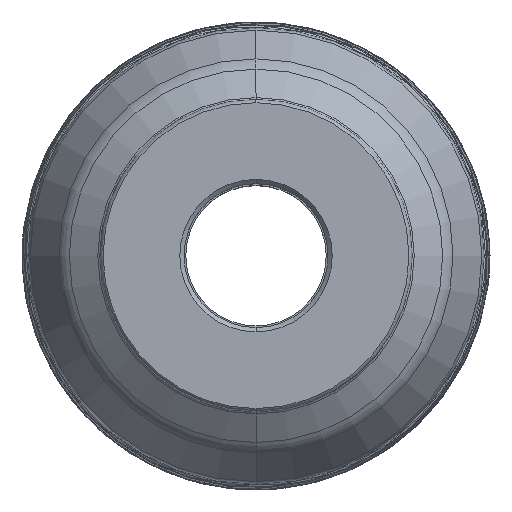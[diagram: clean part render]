
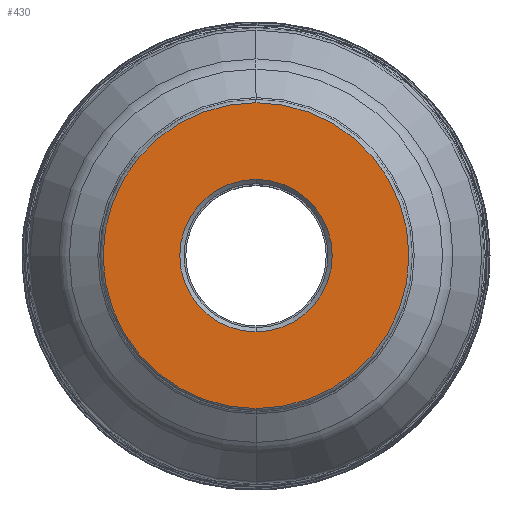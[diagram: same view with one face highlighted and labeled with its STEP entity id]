
A CAD part, top view. The second image highlights one B-rep face of the part: STEP entity #430.
In plain terms, the highlighted planar face has unit normal (0, 0, 1).
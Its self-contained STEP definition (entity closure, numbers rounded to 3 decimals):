
#152=PLANE('',#4010);
#162=FACE_BOUND('',#860,.T.);
#163=FACE_BOUND('',#861,.T.);
#430=ADVANCED_FACE('',(#162,#163),#152,.T.);
#860=EDGE_LOOP('',(#1628,#1629,#1630,#1631));
#861=EDGE_LOOP('',(#1632,#1633));
#1628=ORIENTED_EDGE('',*,*,#2456,.T.);
#1629=ORIENTED_EDGE('',*,*,#2457,.T.);
#1630=ORIENTED_EDGE('',*,*,#2458,.F.);
#1631=ORIENTED_EDGE('',*,*,#2459,.F.);
#1632=ORIENTED_EDGE('',*,*,#2453,.T.);
#1633=ORIENTED_EDGE('',*,*,#2455,.T.);
#2022=VERTEX_POINT('',#7265);
#2023=VERTEX_POINT('',#7267);
#2024=VERTEX_POINT('',#7273);
#2025=VERTEX_POINT('',#7274);
#2026=VERTEX_POINT('',#7276);
#2027=VERTEX_POINT('',#7278);
#2453=EDGE_CURVE('',#2023,#2022,#2982,.T.);
#2455=EDGE_CURVE('',#2022,#2023,#2983,.T.);
#2456=EDGE_CURVE('',#2024,#2025,#2984,.T.);
#2457=EDGE_CURVE('',#2025,#2026,#2985,.T.);
#2458=EDGE_CURVE('',#2027,#2026,#2986,.T.);
#2459=EDGE_CURVE('',#2024,#2027,#2987,.T.);
#2982=CIRCLE('',#4002,21.7);
#2983=CIRCLE('',#4004,21.7);
#2984=CIRCLE('',#4006,43.554);
#2985=CIRCLE('',#4007,43.554);
#2986=CIRCLE('',#4008,43.554);
#2987=CIRCLE('',#4009,43.554);
#4002=AXIS2_PLACEMENT_3D('',#7266,#5116,#5117);
#4004=AXIS2_PLACEMENT_3D('',#7270,#5121,#5122);
#4006=AXIS2_PLACEMENT_3D('',#7272,#5125,#5126);
#4007=AXIS2_PLACEMENT_3D('',#7275,#5127,#5128);
#4008=AXIS2_PLACEMENT_3D('',#7277,#5129,#5130);
#4009=AXIS2_PLACEMENT_3D('',#7279,#5131,#5132);
#4010=AXIS2_PLACEMENT_3D('',#7280,#5133,#5134);
#5116=DIRECTION('',(0.,0.,-1.));
#5117=DIRECTION('',(0.,1.,0.));
#5121=DIRECTION('',(0.,0.,-1.));
#5122=DIRECTION('',(0.,-1.,0.));
#5125=DIRECTION('',(0.,0.,1.));
#5126=DIRECTION('',(0.,1.,0.));
#5127=DIRECTION('',(0.,0.,1.));
#5128=DIRECTION('',(0.,-1.,0.));
#5129=DIRECTION('',(0.,0.,-1.));
#5130=DIRECTION('',(0.,-1.,0.));
#5131=DIRECTION('',(0.,0.,-1.));
#5132=DIRECTION('',(0.,1.,0.));
#5133=DIRECTION('',(0.,0.,1.));
#5134=DIRECTION('',(0.,-1.,0.));
#7265=CARTESIAN_POINT('',(0.,-21.7,0.));
#7266=CARTESIAN_POINT('',(0.,0.,0.));
#7267=CARTESIAN_POINT('',(0.,21.7,0.));
#7270=CARTESIAN_POINT('',(0.,0.,0.));
#7272=CARTESIAN_POINT('',(0.,0.,0.));
#7273=CARTESIAN_POINT('',(-0.016,43.554,0.));
#7274=CARTESIAN_POINT('',(0.,-43.554,0.));
#7275=CARTESIAN_POINT('',(0.,0.,0.));
#7276=CARTESIAN_POINT('',(0.016,-43.554,0.));
#7277=CARTESIAN_POINT('',(0.,0.,0.));
#7278=CARTESIAN_POINT('',(0.,43.554,0.));
#7279=CARTESIAN_POINT('',(0.,0.,0.));
#7280=CARTESIAN_POINT('',(0.,0.,0.));
